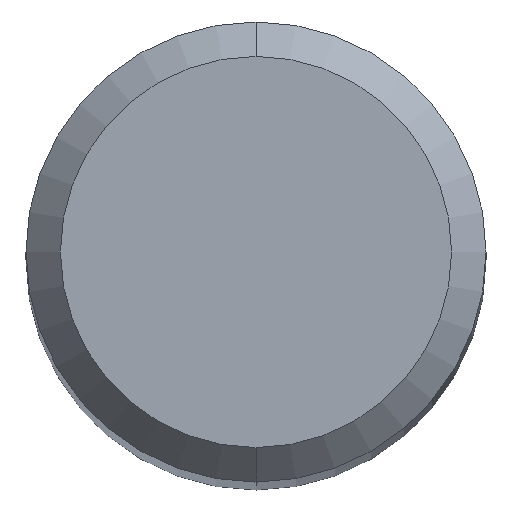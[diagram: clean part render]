
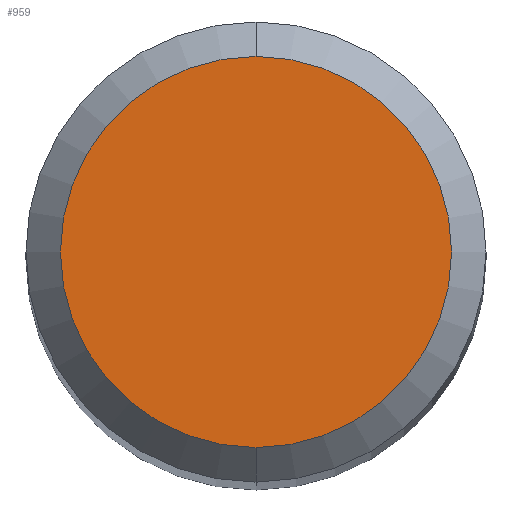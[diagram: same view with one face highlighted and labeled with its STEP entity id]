
A CAD part, top view. The second image highlights one B-rep face of the part: STEP entity #959.
In plain terms, the highlighted planar face has unit normal (0, 0, 1).
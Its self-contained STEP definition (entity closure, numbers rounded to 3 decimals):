
#399=EDGE_CURVE('',#455,#661,#1080,.T.);
#455=VERTEX_POINT('',#1142);
#605=EDGE_CURVE('',#661,#455,#1304,.T.);
#661=VERTEX_POINT('',#1365);
#959=ADVANCED_FACE('',(#1692),#1693,.T.);
#1080=CIRCLE('',#1905,1.7);
#1142=CARTESIAN_POINT('',(0.0,1.7,0.0));
#1304=CIRCLE('',#3076,1.7);
#1365=CARTESIAN_POINT('',(0.,-1.7,0.0));
#1692=FACE_OUTER_BOUND('',#4867,.T.);
#1693=PLANE('',#4868);
#1905=AXIS2_PLACEMENT_3D('',#5221,#5222,#5223);
#3076=AXIS2_PLACEMENT_3D('',#5444,#5445,#5446);
#4867=EDGE_LOOP('',(#5843,#5844));
#4868=AXIS2_PLACEMENT_3D('',#5845,#5846,#5847);
#5221=CARTESIAN_POINT('',(0.0,0.0,0.0));
#5222=DIRECTION('',(0.0,0.0,-1.0));
#5223=DIRECTION('',(0.0,1.0,0.0));
#5444=CARTESIAN_POINT('',(0.0,0.0,0.0));
#5445=DIRECTION('',(0.0,0.0,-1.0));
#5446=DIRECTION('',(0.0,1.0,0.0));
#5843=ORIENTED_EDGE('',*,*,#399,.F.);
#5844=ORIENTED_EDGE('',*,*,#605,.F.);
#5845=CARTESIAN_POINT('',(0.0,0.85,0.0));
#5846=DIRECTION('',(-0.0,0.0,1.0));
#5847=DIRECTION('',(0.0,-1.0,0.0));
